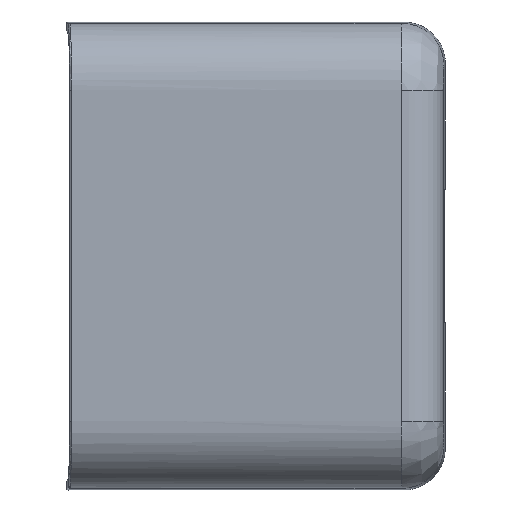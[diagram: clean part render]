
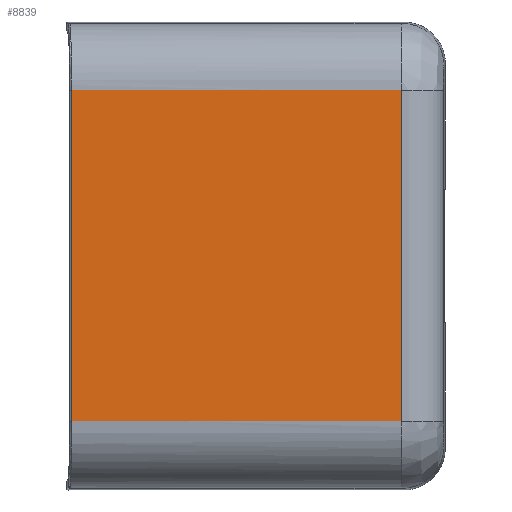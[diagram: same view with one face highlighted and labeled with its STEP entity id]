
A CAD part, top view. The second image highlights one B-rep face of the part: STEP entity #8839.
In plain terms, the highlighted planar face has unit normal (0, 0, 1).
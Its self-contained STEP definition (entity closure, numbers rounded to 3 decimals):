
#717 = EDGE_CURVE ( 'NONE', #18902, #19661, #19998, .T. ) ;
#1700 = DIRECTION ( 'NONE',  ( 0., 0., -1. ) ) ;
#1847 = CARTESIAN_POINT ( 'NONE',  ( 5.374, -25.219, 25.25 ) ) ;
#2653 = CARTESIAN_POINT ( 'NONE',  ( -34.094, -25.219, 25.25 ) ) ;
#2672 = CARTESIAN_POINT ( 'NONE',  ( 5.374, -25.219, 25.25 ) ) ;
#4572 = CARTESIAN_POINT ( 'NONE',  ( 5.374, 14.409, 25.25 ) ) ;
#4850 = LINE ( 'NONE', #1847, #17227 ) ;
#5891 = CARTESIAN_POINT ( 'NONE',  ( -34.094, 14.409, 25.25 ) ) ;
#6127 = LINE ( 'NONE', #16850, #11842 ) ;
#7090 = ORIENTED_EDGE ( 'NONE', *, *, #19914, .T. ) ;
#7474 = VERTEX_POINT ( 'NONE', #4572 ) ;
#7537 = EDGE_CURVE ( 'NONE', #7474, #18902, #6127, .T. ) ;
#8253 = DIRECTION ( 'NONE',  ( 0., 1., 0. ) ) ;
#8839 = ADVANCED_FACE ( 'NONE', ( #12851 ), #15840, .F. ) ;
#9120 = EDGE_CURVE ( 'NONE', #15826, #7474, #4850, .T. ) ;
#11034 = ORIENTED_EDGE ( 'NONE', *, *, #717, .T. ) ;
#11436 = VECTOR ( 'NONE', #12066, 1000. ) ;
#11842 = VECTOR ( 'NONE', #13964, 1000. ) ;
#12066 = DIRECTION ( 'NONE',  ( 1., 0., 0. ) ) ;
#12452 = CARTESIAN_POINT ( 'NONE',  ( -27.681, 7.755, 25.25 ) ) ;
#12851 = FACE_OUTER_BOUND ( 'NONE', #12983, .T. ) ;
#12870 = ORIENTED_EDGE ( 'NONE', *, *, #7537, .T. ) ;
#12983 = EDGE_LOOP ( 'NONE', ( #12870, #11034, #7090, #15310 ) ) ;
#13398 = LINE ( 'NONE', #2653, #11436 ) ;
#13964 = DIRECTION ( 'NONE',  ( -1., 0., 0. ) ) ;
#14825 = CARTESIAN_POINT ( 'NONE',  ( -34.094, 14.409, 25.25 ) ) ;
#15310 = ORIENTED_EDGE ( 'NONE', *, *, #9120, .T. ) ;
#15587 = AXIS2_PLACEMENT_3D ( 'NONE', #12452, #1700, #20362 ) ;
#15826 = VERTEX_POINT ( 'NONE', #2672 ) ;
#15840 = PLANE ( 'NONE',  #15587 ) ;
#16850 = CARTESIAN_POINT ( 'NONE',  ( 5.374, 14.409, 25.25 ) ) ;
#17227 = VECTOR ( 'NONE', #8253, 1000. ) ;
#17873 = CARTESIAN_POINT ( 'NONE',  ( -34.094, -25.219, 25.25 ) ) ;
#18566 = DIRECTION ( 'NONE',  ( 0., -1., 0. ) ) ;
#18902 = VERTEX_POINT ( 'NONE', #14825 ) ;
#19661 = VERTEX_POINT ( 'NONE', #17873 ) ;
#19914 = EDGE_CURVE ( 'NONE', #19661, #15826, #13398, .T. ) ;
#19998 = LINE ( 'NONE', #5891, #20169 ) ;
#20169 = VECTOR ( 'NONE', #18566, 1000. ) ;
#20362 = DIRECTION ( 'NONE',  ( 0., -1., 0. ) ) ;
